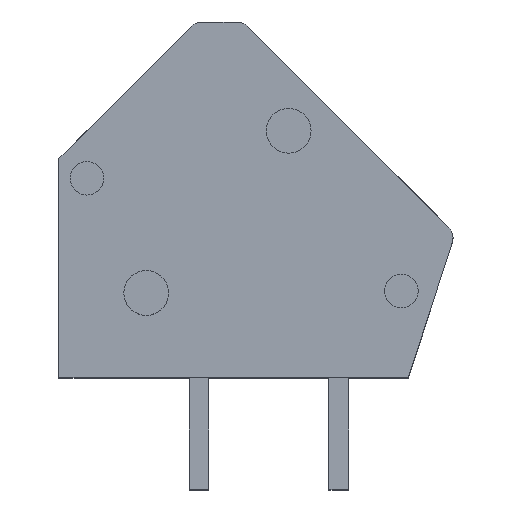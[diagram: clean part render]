
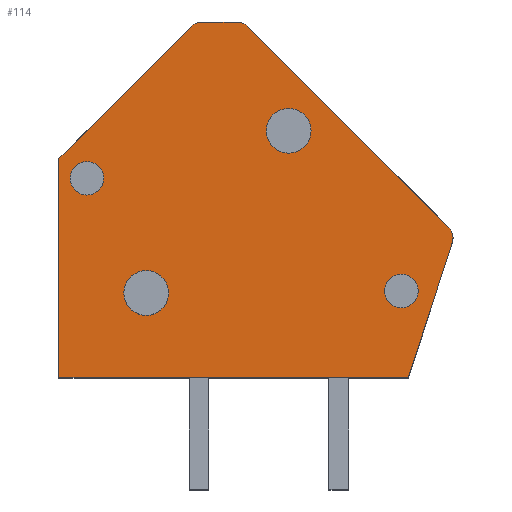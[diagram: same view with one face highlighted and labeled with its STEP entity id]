
A CAD part, top view. The second image highlights one B-rep face of the part: STEP entity #114.
In plain terms, the highlighted planar face has unit normal (0, 0, 1).
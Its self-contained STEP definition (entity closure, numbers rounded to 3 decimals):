
#114 = ADVANCED_FACE( '', ( #274, #275, #276, #277, #278 ), #279, .T. );
#274 = FACE_BOUND( '', #524, .T. );
#275 = FACE_BOUND( '', #525, .T. );
#276 = FACE_BOUND( '', #526, .T. );
#277 = FACE_BOUND( '', #527, .T. );
#278 = FACE_OUTER_BOUND( '', #528, .T. );
#279 = PLANE( '', #529 );
#524 = EDGE_LOOP( '', ( #1009 ) );
#525 = EDGE_LOOP( '', ( #1010 ) );
#526 = EDGE_LOOP( '', ( #1011 ) );
#527 = EDGE_LOOP( '', ( #1012 ) );
#528 = EDGE_LOOP( '', ( #1013, #1014, #1015, #1016, #1017, #1018, #1019, #1020, #1021 ) );
#529 = AXIS2_PLACEMENT_3D( '', #1022, #1023, #1024 );
#1009 = ORIENTED_EDGE( '', *, *, #1727, .F. );
#1010 = ORIENTED_EDGE( '', *, *, #1728, .F. );
#1011 = ORIENTED_EDGE( '', *, *, #1729, .F. );
#1012 = ORIENTED_EDGE( '', *, *, #1730, .F. );
#1013 = ORIENTED_EDGE( '', *, *, #1624, .T. );
#1014 = ORIENTED_EDGE( '', *, *, #1731, .T. );
#1015 = ORIENTED_EDGE( '', *, *, #1732, .T. );
#1016 = ORIENTED_EDGE( '', *, *, #1733, .T. );
#1017 = ORIENTED_EDGE( '', *, *, #1734, .T. );
#1018 = ORIENTED_EDGE( '', *, *, #1735, .T. );
#1019 = ORIENTED_EDGE( '', *, *, #1736, .T. );
#1020 = ORIENTED_EDGE( '', *, *, #1737, .T. );
#1021 = ORIENTED_EDGE( '', *, *, #1738, .T. );
#1022 = CARTESIAN_POINT( '', ( 8.585, 4.997, 16. ) );
#1023 = DIRECTION( '', ( 0., 0., 1. ) );
#1024 = DIRECTION( '', ( 1., 0., 0. ) );
#1624 = EDGE_CURVE( '', #1923, #1921, #1924, .T. );
#1727 = EDGE_CURVE( '', #2099, #2099, #2100, .T. );
#1728 = EDGE_CURVE( '', #2101, #2101, #2102, .T. );
#1729 = EDGE_CURVE( '', #2103, #2103, #2104, .T. );
#1730 = EDGE_CURVE( '', #2105, #2105, #2106, .T. );
#1731 = EDGE_CURVE( '', #1921, #2107, #2108, .T. );
#1732 = EDGE_CURVE( '', #2107, #2109, #2110, .T. );
#1733 = EDGE_CURVE( '', #2109, #2111, #2112, .T. );
#1734 = EDGE_CURVE( '', #2111, #2113, #2114, .T. );
#1735 = EDGE_CURVE( '', #2113, #2115, #2116, .T. );
#1736 = EDGE_CURVE( '', #2115, #2117, #2118, .T. );
#1737 = EDGE_CURVE( '', #2117, #2119, #2120, .T. );
#1738 = EDGE_CURVE( '', #2119, #1923, #2121, .T. );
#1921 = VERTEX_POINT( '', #2408 );
#1923 = VERTEX_POINT( '', #2411 );
#1924 = LINE( '', #2412, #2413 );
#2099 = VERTEX_POINT( '', #2673 );
#2100 = CIRCLE( '', #2674, 0.8 );
#2101 = VERTEX_POINT( '', #2675 );
#2102 = CIRCLE( '', #2676, 0.6 );
#2103 = VERTEX_POINT( '', #2677 );
#2104 = CIRCLE( '', #2678, 0.6 );
#2105 = VERTEX_POINT( '', #2679 );
#2106 = CIRCLE( '', #2680, 0.8 );
#2107 = VERTEX_POINT( '', #2681 );
#2108 = LINE( '', #2682, #2683 );
#2109 = VERTEX_POINT( '', #2684 );
#2110 = LINE( '', #2685, #2686 );
#2111 = VERTEX_POINT( '', #2687 );
#2112 = LINE( '', #2688, #2689 );
#2113 = VERTEX_POINT( '', #2690 );
#2114 = CIRCLE( '', #2691, 0.5 );
#2115 = VERTEX_POINT( '', #2692 );
#2116 = LINE( '', #2693, #2694 );
#2117 = VERTEX_POINT( '', #2695 );
#2118 = CIRCLE( '', #2696, 0.5 );
#2119 = VERTEX_POINT( '', #2697 );
#2120 = LINE( '', #2698, #2699 );
#2121 = CIRCLE( '', #2700, 0.5 );
#2408 = CARTESIAN_POINT( '', ( -5., 7.821, 16. ) );
#2411 = CARTESIAN_POINT( '', ( -0.26, 12.56, 16. ) );
#2412 = CARTESIAN_POINT( '', ( -0.26, 12.56, 16. ) );
#2413 = VECTOR( '', #3108, 1000. );
#2673 = CARTESIAN_POINT( '', ( 4.01, 8.818, 16. ) );
#2674 = AXIS2_PLACEMENT_3D( '', #3245, #3246, #3247 );
#2675 = CARTESIAN_POINT( '', ( -3.403, 7.121, 16. ) );
#2676 = AXIS2_PLACEMENT_3D( '', #3248, #3249, #3250 );
#2677 = CARTESIAN_POINT( '', ( 7.84, 3.09, 16. ) );
#2678 = AXIS2_PLACEMENT_3D( '', #3251, #3252, #3253 );
#2679 = CARTESIAN_POINT( '', ( -1.082, 3.019, 16. ) );
#2680 = AXIS2_PLACEMENT_3D( '', #3254, #3255, #3256 );
#2681 = CARTESIAN_POINT( '', ( -5., 0., 16. ) );
#2682 = CARTESIAN_POINT( '', ( -5., 7.821, 16. ) );
#2683 = VECTOR( '', #3257, 1000. );
#2684 = CARTESIAN_POINT( '', ( 7.488, 0., 16. ) );
#2685 = CARTESIAN_POINT( '', ( -5., 0., 16. ) );
#2686 = VECTOR( '', #3258, 1000. );
#2687 = CARTESIAN_POINT( '', ( 9.061, 4.843, 16. ) );
#2688 = CARTESIAN_POINT( '', ( 7.488, 0., 16. ) );
#2689 = VECTOR( '', #3259, 1000. );
#2690 = CARTESIAN_POINT( '', ( 8.939, 5.351, 16. ) );
#2691 = AXIS2_PLACEMENT_3D( '', #3260, #3261, #3262 );
#2692 = CARTESIAN_POINT( '', ( 1.73, 12.56, 16. ) );
#2693 = CARTESIAN_POINT( '', ( 8.939, 5.351, 16. ) );
#2694 = VECTOR( '', #3263, 1000. );
#2695 = CARTESIAN_POINT( '', ( 1.376, 12.707, 16. ) );
#2696 = AXIS2_PLACEMENT_3D( '', #3264, #3265, #3266 );
#2697 = CARTESIAN_POINT( '', ( 0.093, 12.707, 16. ) );
#2698 = CARTESIAN_POINT( '', ( 1.376, 12.707, 16. ) );
#2699 = VECTOR( '', #3267, 1000. );
#2700 = AXIS2_PLACEMENT_3D( '', #3268, #3269, #3270 );
#3108 = DIRECTION( '', ( -0.707, -0.707, 0. ) );
#3245 = CARTESIAN_POINT( '', ( 3.21, 8.818, 16. ) );
#3246 = DIRECTION( '', ( 0., 0., 1. ) );
#3247 = DIRECTION( '', ( 1., 0., 0. ) );
#3248 = CARTESIAN_POINT( '', ( -4.003, 7.121, 16. ) );
#3249 = DIRECTION( '', ( 0., 0., 1. ) );
#3250 = DIRECTION( '', ( 1., 0., 0. ) );
#3251 = CARTESIAN_POINT( '', ( 7.24, 3.09, 16. ) );
#3252 = DIRECTION( '', ( 0., 0., 1. ) );
#3253 = DIRECTION( '', ( 1., 0., 0. ) );
#3254 = CARTESIAN_POINT( '', ( -1.882, 3.019, 16. ) );
#3255 = DIRECTION( '', ( 0., 0., 1. ) );
#3256 = DIRECTION( '', ( 1., 0., 0. ) );
#3257 = DIRECTION( '', ( 0., -1., 0. ) );
#3258 = DIRECTION( '', ( 1., 0., 0. ) );
#3259 = DIRECTION( '', ( 0.309, 0.951, 0. ) );
#3260 = CARTESIAN_POINT( '', ( 8.585, 4.997, 16. ) );
#3261 = DIRECTION( '', ( 0., 0., 1. ) );
#3262 = DIRECTION( '', ( 1., 0., 0. ) );
#3263 = DIRECTION( '', ( -0.707, 0.707, 0. ) );
#3264 = CARTESIAN_POINT( '', ( 1.376, 12.207, 16. ) );
#3265 = DIRECTION( '', ( 0., 0., 1. ) );
#3266 = DIRECTION( '', ( 1., 0., 0. ) );
#3267 = DIRECTION( '', ( -1., 0., 0. ) );
#3268 = CARTESIAN_POINT( '', ( 0.093, 12.207, 16. ) );
#3269 = DIRECTION( '', ( 0., 0., 1. ) );
#3270 = DIRECTION( '', ( 1., 0., 0. ) );
